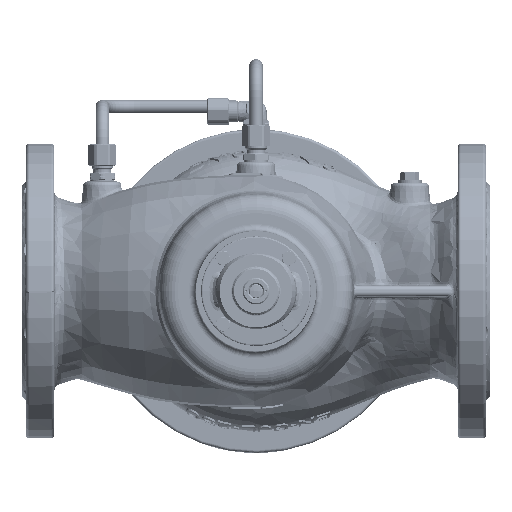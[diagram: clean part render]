
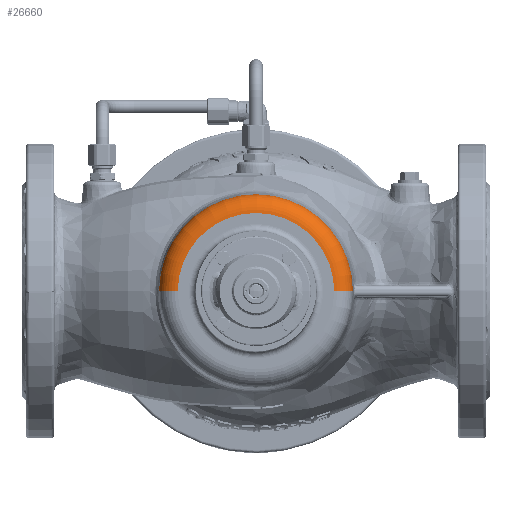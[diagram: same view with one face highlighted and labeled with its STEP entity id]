
A CAD part, front view. The second image highlights one B-rep face of the part: STEP entity #26660.
In plain terms, the highlighted toroidal (fillet/blend) face has major radius 58.48 mm and minor radius 14 mm.
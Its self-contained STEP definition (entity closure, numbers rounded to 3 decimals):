
#1682=CARTESIAN_POINT('',(0.,-135.,0.));
#1683=DIRECTION('',(0.,1.,0.));
#1684=DIRECTION('',(-1.,0.,0.));
#1685=AXIS2_PLACEMENT_3D('',#1682,#1683,#1684);
#1687=CARTESIAN_POINT('',(0.,-135.,0.));
#1688=DIRECTION('',(0.,1.,0.));
#1689=DIRECTION('',(-1.,0.,0.013));
#1690=AXIS2_PLACEMENT_3D('',#1687,#1688,#1689);
#1712=CARTESIAN_POINT('',(-58.48,-121.,0.));
#1713=DIRECTION('',(0.,0.,1.));
#1714=DIRECTION('',(-0.999,-0.035,0.));
#1715=AXIS2_PLACEMENT_3D('',#1712,#1713,#1714);
#1717=CARTESIAN_POINT('',(0.,-121.489,0.));
#1718=DIRECTION('',(0.,1.,0.));
#1719=DIRECTION('',(-1.,0.,0.));
#1720=AXIS2_PLACEMENT_3D('',#1717,#1718,#1719);
#1722=CARTESIAN_POINT('',(0.,-121.489,0.));
#1723=DIRECTION('',(0.,1.,0.));
#1724=DIRECTION('',(-1.,0.,0.013));
#1725=AXIS2_PLACEMENT_3D('',#1722,#1723,#1724);
#1727=CARTESIAN_POINT('',(58.48,-121.,0.));
#1728=DIRECTION('',(0.,0.,-1.));
#1729=DIRECTION('',(0.999,-0.035,0.));
#1730=AXIS2_PLACEMENT_3D('',#1727,#1728,#1729);
#20846=CARTESIAN_POINT('',(-58.48,-135.,0.));
#20848=VERTEX_POINT('',#20846);
#20849=CARTESIAN_POINT('',(58.48,-135.,0.));
#20850=VERTEX_POINT('',#20849);
#20851=CARTESIAN_POINT('',(-58.475,-135.,0.769));
#20852=VERTEX_POINT('',#20851);
#20853=CARTESIAN_POINT('',(72.472,-121.489,0.));
#20854=VERTEX_POINT('',#20853);
#20856=CARTESIAN_POINT('',(-72.472,-121.489,
0.));
#20858=VERTEX_POINT('',#20856);
#20859=CARTESIAN_POINT('',(-72.466,-121.489,
0.953));
#20860=VERTEX_POINT('',#20859);
#26645=CARTESIAN_POINT('',(0.,-121.,0.));
#26646=DIRECTION('',(0.,-1.,0.));
#26647=DIRECTION('',(1.,0.,-0.013));
#26648=AXIS2_PLACEMENT_3D('',#26645,#26646,#26647);
#26649=TOROIDAL_SURFACE('',#26648,58.48,14.);
#26650=ORIENTED_EDGE('',*,*,#26617,.F.);
#26651=ORIENTED_EDGE('',*,*,#26615,.F.);
#26652=ORIENTED_EDGE('',*,*,#26640,.F.);
#26654=ORIENTED_EDGE('',*,*,#26653,.T.);
#26656=ORIENTED_EDGE('',*,*,#26655,.T.);
#26657=ORIENTED_EDGE('',*,*,#26634,.T.);
#26658=EDGE_LOOP('',(#26650,#26651,#26652,#26654,#26656,#26657));
#26659=FACE_OUTER_BOUND('',#26658,.F.);
#26660=ADVANCED_FACE('',(#26659),#26649,.T.);
#1686=CIRCLE('',#1685,58.48);
#1691=CIRCLE('',#1690,58.48);
#1716=CIRCLE('',#1715,14.);
#1721=CIRCLE('',#1720,72.472);
#1726=CIRCLE('',#1725,72.472);
#1731=CIRCLE('',#1730,14.);
#26615=EDGE_CURVE('',#20848,#20852,#1686,.T.);
#26617=EDGE_CURVE('',#20852,#20850,#1691,.T.);
#26634=EDGE_CURVE('',#20854,#20850,#1731,.T.);
#26640=EDGE_CURVE('',#20858,#20848,#1716,.T.);
#26653=EDGE_CURVE('',#20858,#20860,#1721,.T.);
#26655=EDGE_CURVE('',#20860,#20854,#1726,.T.);
